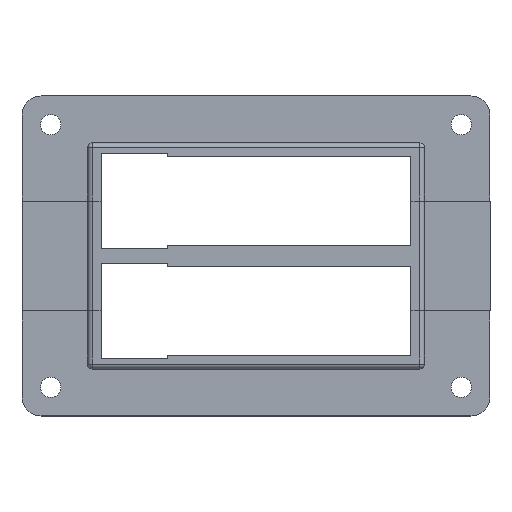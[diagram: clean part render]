
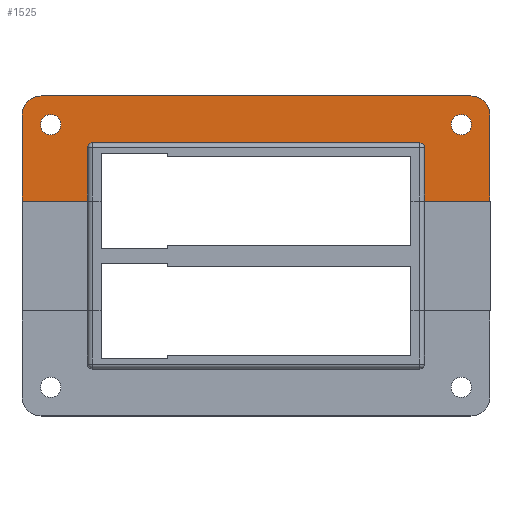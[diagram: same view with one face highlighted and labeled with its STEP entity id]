
A CAD part, top view. The second image highlights one B-rep face of the part: STEP entity #1525.
In plain terms, the highlighted planar face has unit normal (0, 0, 1).
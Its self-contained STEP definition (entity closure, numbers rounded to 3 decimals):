
#103=(
BOUNDED_CURVE()
B_SPLINE_CURVE(3,(#6368,#6369,#6370,#6371),.UNSPECIFIED.,.F.,.F.)
B_SPLINE_CURVE_WITH_KNOTS((4,4),(0.,1.),.UNSPECIFIED.)
CURVE()
GEOMETRIC_REPRESENTATION_ITEM()
RATIONAL_B_SPLINE_CURVE((1.,0.805,0.805,1.))
REPRESENTATION_ITEM('')
);
#104=(
BOUNDED_CURVE()
B_SPLINE_CURVE(3,(#6381,#6382,#6383,#6384),.UNSPECIFIED.,.F.,.F.)
B_SPLINE_CURVE_WITH_KNOTS((4,4),(0.,1.),.UNSPECIFIED.)
CURVE()
GEOMETRIC_REPRESENTATION_ITEM()
RATIONAL_B_SPLINE_CURVE((1.,0.805,0.805,1.))
REPRESENTATION_ITEM('')
);
#208=PLANE('',#4451);
#714=LINE('',#6314,#1170);
#727=LINE('',#6377,#1183);
#734=LINE('',#6400,#1190);
#735=LINE('',#6402,#1191);
#740=LINE('',#6416,#1196);
#741=LINE('',#6419,#1197);
#742=LINE('',#6420,#1198);
#743=LINE('',#6421,#1199);
#1170=VECTOR('',#5117,1.);
#1183=VECTOR('',#5176,1.);
#1190=VECTOR('',#5197,1.);
#1191=VECTOR('',#5200,1.);
#1196=VECTOR('',#5217,1.);
#1197=VECTOR('',#5218,1.);
#1198=VECTOR('',#5219,1.);
#1199=VECTOR('',#5220,1.);
#1525=ADVANCED_FACE('',(#1736,#1737,#1738),#208,.T.);
#1736=FACE_BOUND('',#1915,.T.);
#1737=FACE_BOUND('',#1916,.T.);
#1738=FACE_BOUND('',#1917,.T.);
#1915=EDGE_LOOP('',(#2609,#2610,#2611,#2612,#2613,#2614,#2615,#2616,#2617,
#2618,#2619,#2620));
#1916=EDGE_LOOP('',(#2621,#2622));
#1917=EDGE_LOOP('',(#2623,#2624));
#2609=ORIENTED_EDGE('',*,*,#3893,.T.);
#2610=ORIENTED_EDGE('',*,*,#3894,.F.);
#2611=ORIENTED_EDGE('',*,*,#3850,.T.);
#2612=ORIENTED_EDGE('',*,*,#3847,.T.);
#2613=ORIENTED_EDGE('',*,*,#3844,.T.);
#2614=ORIENTED_EDGE('',*,*,#3885,.T.);
#2615=ORIENTED_EDGE('',*,*,#3895,.T.);
#2616=ORIENTED_EDGE('',*,*,#3886,.T.);
#2617=ORIENTED_EDGE('',*,*,#3872,.T.);
#2618=ORIENTED_EDGE('',*,*,#3875,.T.);
#2619=ORIENTED_EDGE('',*,*,#3877,.T.);
#2620=ORIENTED_EDGE('',*,*,#3896,.T.);
#2621=ORIENTED_EDGE('',*,*,#3869,.T.);
#2622=ORIENTED_EDGE('',*,*,#3751,.T.);
#2623=ORIENTED_EDGE('',*,*,#3867,.T.);
#2624=ORIENTED_EDGE('',*,*,#3755,.T.);
#3327=VERTEX_POINT('',#6111);
#3328=VERTEX_POINT('',#6112);
#3331=VERTEX_POINT('',#6120);
#3332=VERTEX_POINT('',#6121);
#3394=VERTEX_POINT('',#6307);
#3395=VERTEX_POINT('',#6309);
#3397=VERTEX_POINT('',#6315);
#3399=VERTEX_POINT('',#6321);
#3409=VERTEX_POINT('',#6367);
#3410=VERTEX_POINT('',#6372);
#3411=VERTEX_POINT('',#6376);
#3412=VERTEX_POINT('',#6380);
#3416=VERTEX_POINT('',#6399);
#3417=VERTEX_POINT('',#6403);
#3420=VERTEX_POINT('',#6417);
#3421=VERTEX_POINT('',#6418);
#3751=EDGE_CURVE('',#3327,#3328,#4187,.T.);
#3755=EDGE_CURVE('',#3331,#3332,#4189,.T.);
#3844=EDGE_CURVE('',#3395,#3394,#4203,.T.);
#3847=EDGE_CURVE('',#3397,#3395,#714,.T.);
#3850=EDGE_CURVE('',#3399,#3397,#4205,.T.);
#3867=EDGE_CURVE('',#3332,#3331,#4212,.T.);
#3869=EDGE_CURVE('',#3328,#3327,#4214,.T.);
#3872=EDGE_CURVE('',#3410,#3409,#103,.T.);
#3875=EDGE_CURVE('',#3409,#3411,#727,.T.);
#3877=EDGE_CURVE('',#3411,#3412,#104,.T.);
#3885=EDGE_CURVE('',#3394,#3416,#734,.T.);
#3886=EDGE_CURVE('',#3417,#3410,#735,.T.);
#3893=EDGE_CURVE('',#3420,#3421,#740,.T.);
#3894=EDGE_CURVE('',#3399,#3421,#741,.T.);
#3895=EDGE_CURVE('',#3416,#3417,#742,.T.);
#3896=EDGE_CURVE('',#3412,#3420,#743,.T.);
#4187=CIRCLE('',#4359,4.25);
#4189=CIRCLE('',#4362,4.25);
#4203=CIRCLE('',#4412,8.);
#4205=CIRCLE('',#4416,8.);
#4212=CIRCLE('',#4430,4.25);
#4214=CIRCLE('',#4433,4.25);
#4359=AXIS2_PLACEMENT_3D('',#6110,#4928,#4929);
#4362=AXIS2_PLACEMENT_3D('',#6119,#4936,#4937);
#4412=AXIS2_PLACEMENT_3D('',#6308,#5111,#5112);
#4416=AXIS2_PLACEMENT_3D('',#6320,#5123,#5124);
#4430=AXIS2_PLACEMENT_3D('',#6360,#5159,#5160);
#4433=AXIS2_PLACEMENT_3D('',#6363,#5165,#5166);
#4451=AXIS2_PLACEMENT_3D('',#6422,#5221,#5222);
#4928=DIRECTION('',(0.,0.,-1.));
#4929=DIRECTION('',(1.,0.,0.));
#4936=DIRECTION('',(0.,0.,-1.));
#4937=DIRECTION('',(1.,0.,0.));
#5111=DIRECTION('',(0.,0.,1.));
#5112=DIRECTION('',(-1.,0.,0.));
#5117=DIRECTION('',(-1.,0.,0.));
#5123=DIRECTION('',(0.,0.,1.));
#5124=DIRECTION('',(-1.,0.,0.));
#5159=DIRECTION('',(0.,0.,-1.));
#5160=DIRECTION('',(1.,0.,0.));
#5165=DIRECTION('',(0.,0.,-1.));
#5166=DIRECTION('',(1.,0.,0.));
#5176=DIRECTION('',(1.,0.,0.));
#5197=DIRECTION('',(0.,-1.,0.));
#5200=DIRECTION('',(0.,1.,0.));
#5217=DIRECTION('',(1.,0.,0.));
#5218=DIRECTION('',(0.,-1.,0.));
#5219=DIRECTION('',(1.,0.,0.));
#5220=DIRECTION('',(0.,-1.,0.));
#5221=DIRECTION('',(0.,0.,1.));
#5222=DIRECTION('',(-1.,0.,0.));
#6110=CARTESIAN_POINT('',(46.,55.,23.));
#6111=CARTESIAN_POINT('',(50.25,55.,23.));
#6112=CARTESIAN_POINT('',(41.75,55.,23.));
#6119=CARTESIAN_POINT('',(-126.,55.,23.));
#6120=CARTESIAN_POINT('',(-121.75,55.,23.));
#6121=CARTESIAN_POINT('',(-130.25,55.,23.));
#6307=CARTESIAN_POINT('',(-138.,59.,23.));
#6308=CARTESIAN_POINT('',(-130.,59.,23.));
#6309=CARTESIAN_POINT('',(-130.,67.,23.));
#6314=CARTESIAN_POINT('',(70.238,67.,23.));
#6315=CARTESIAN_POINT('',(50.,67.,23.));
#6320=CARTESIAN_POINT('',(50.,59.,23.));
#6321=CARTESIAN_POINT('',(58.,59.,23.));
#6360=CARTESIAN_POINT('',(-126.,55.,23.));
#6363=CARTESIAN_POINT('',(46.,55.,23.));
#6367=CARTESIAN_POINT('',(-108.587,47.337,23.));
#6368=CARTESIAN_POINT('',(-110.587,45.337,23.));
#6369=CARTESIAN_POINT('',(-110.587,46.509,23.));
#6370=CARTESIAN_POINT('',(-109.759,47.337,23.));
#6371=CARTESIAN_POINT('',(-108.587,47.337,23.));
#6372=CARTESIAN_POINT('',(-110.587,45.337,23.));
#6376=CARTESIAN_POINT('',(28.587,47.337,23.));
#6377=CARTESIAN_POINT('',(70.238,47.337,23.));
#6380=CARTESIAN_POINT('',(30.587,45.337,23.));
#6381=CARTESIAN_POINT('',(28.587,47.337,23.));
#6382=CARTESIAN_POINT('',(29.759,47.337,23.));
#6383=CARTESIAN_POINT('',(30.587,46.509,23.));
#6384=CARTESIAN_POINT('',(30.587,45.337,23.));
#6399=CARTESIAN_POINT('',(-138.,23.,23.));
#6400=CARTESIAN_POINT('',(-138.,54.014,23.));
#6402=CARTESIAN_POINT('',(-110.587,54.014,23.));
#6403=CARTESIAN_POINT('',(-110.587,23.,23.));
#6416=CARTESIAN_POINT('',(-20.,23.,23.));
#6417=CARTESIAN_POINT('',(30.587,23.,23.));
#6418=CARTESIAN_POINT('',(58.,23.,23.));
#6419=CARTESIAN_POINT('',(58.,67.,23.));
#6420=CARTESIAN_POINT('',(0.,23.,23.));
#6421=CARTESIAN_POINT('',(30.587,54.014,23.));
#6422=CARTESIAN_POINT('',(70.238,54.014,23.));
